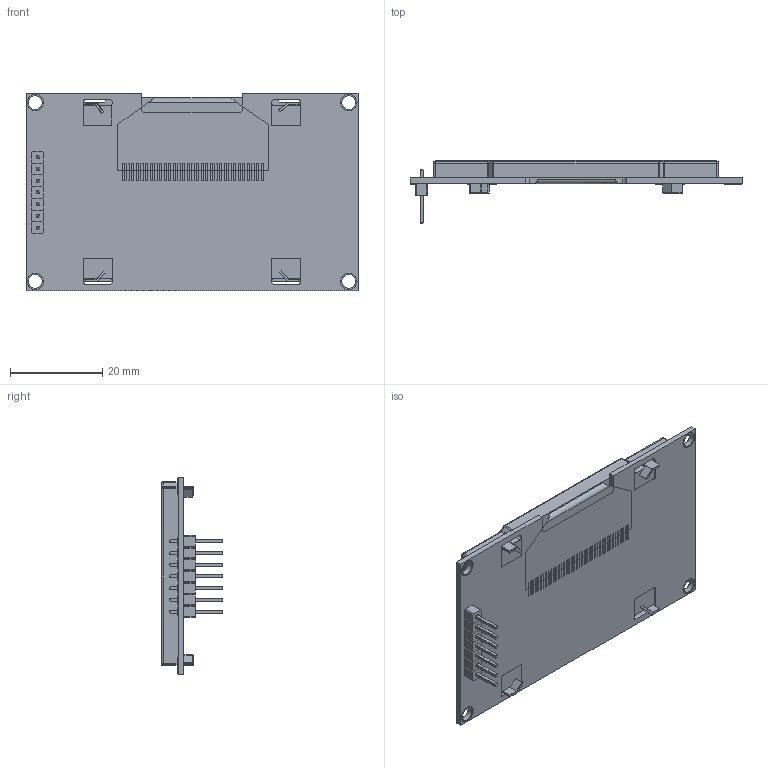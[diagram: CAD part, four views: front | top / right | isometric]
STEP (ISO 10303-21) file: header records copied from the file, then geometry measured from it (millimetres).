
FILE_DESCRIPTION (( 'STEP AP214' ), '1' );
FILE_NAME ('OLED 2.42 12864 v7.step', '2019-12-31T11:04:02', ( '' ), ( '' ), 'SwSTEP 2.0', 'SolidWorks 2019', '' );
FILE_SCHEMA (( 'AUTOMOTIVE_DESIGN' ));
Length unit declared in the file: millimetre
Products named in the file (1): OLED 2.42 12864 v7
Bounding box: 72 x 13.44 x 42.8 mm (x, y, z)
Surface area: 13501.8 mm2 (no closed solid volume)
Topology: 0 solids, 67 shells, 783 faces, 1798 edges, 1142 vertices
Faces by surface type: plane 517, cylinder 226, sphere 25, bspline 12, torus 3
Entity records: 31293 total; most frequent: CARTESIAN_POINT 4057, DIRECTION 3728, ORIENTED_EDGE 3572, EDGE_CURVE 1791, VECTOR 1306, LINE 1306, AXIS2_PLACEMENT_3D 1211, VERTEX_POINT 1142
